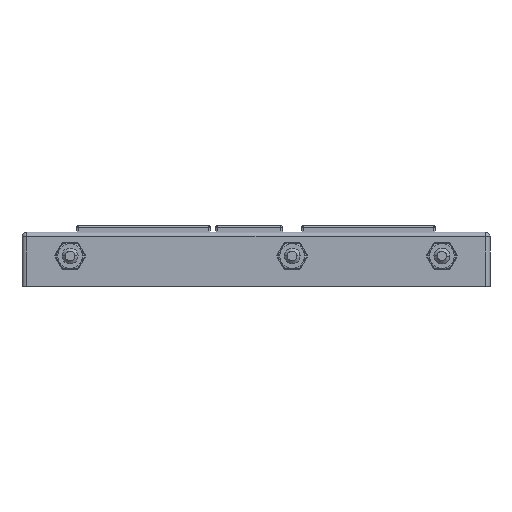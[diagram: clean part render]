
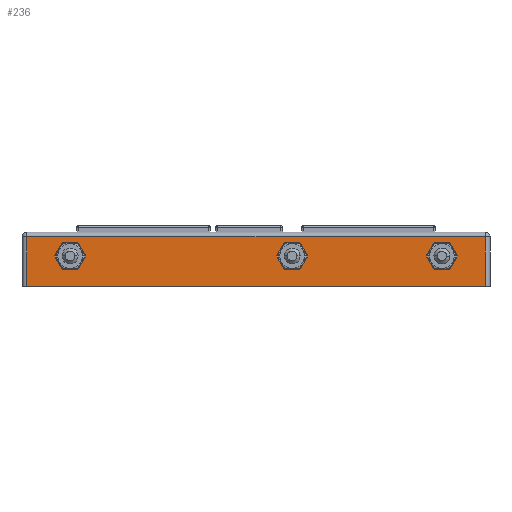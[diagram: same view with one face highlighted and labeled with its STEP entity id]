
A CAD part, front view. The second image highlights one B-rep face of the part: STEP entity #236.
In plain terms, the highlighted planar face has unit normal (0, -1, 0).
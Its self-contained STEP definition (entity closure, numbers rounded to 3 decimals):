
#236=ADVANCED_FACE('NONE',(#865,#866,#867,#868),#869,.F.);
#865=FACE_OUTER_BOUND('',#2029,.T.);
#866=FACE_BOUND('',#2030,.T.);
#867=FACE_BOUND('',#2031,.T.);
#868=FACE_BOUND('',#2032,.T.);
#869=PLANE('',#2033);
#2029=EDGE_LOOP('',(#3563,#3564,#3565,#3566));
#2030=EDGE_LOOP('',(#3567,#3568,#3569,#3570,#3571,#3572));
#2031=EDGE_LOOP('',(#3573,#3574,#3575,#3576,#3577,#3578));
#2032=EDGE_LOOP('',(#3579,#3580,#3581,#3582,#3583,#3584));
#2033=AXIS2_PLACEMENT_3D('',#3585,#3586,#3587);
#3563=ORIENTED_EDGE('',*,*,#7541,.T.);
#3564=ORIENTED_EDGE('',*,*,#7542,.T.);
#3565=ORIENTED_EDGE('',*,*,#7543,.T.);
#3566=ORIENTED_EDGE('',*,*,#7544,.T.);
#3567=ORIENTED_EDGE('',*,*,#7545,.F.);
#3568=ORIENTED_EDGE('',*,*,#7546,.F.);
#3569=ORIENTED_EDGE('',*,*,#7547,.F.);
#3570=ORIENTED_EDGE('',*,*,#7548,.F.);
#3571=ORIENTED_EDGE('',*,*,#7549,.F.);
#3572=ORIENTED_EDGE('',*,*,#7550,.F.);
#3573=ORIENTED_EDGE('',*,*,#7551,.F.);
#3574=ORIENTED_EDGE('',*,*,#7552,.F.);
#3575=ORIENTED_EDGE('',*,*,#7553,.F.);
#3576=ORIENTED_EDGE('',*,*,#7554,.F.);
#3577=ORIENTED_EDGE('',*,*,#7555,.F.);
#3578=ORIENTED_EDGE('',*,*,#7556,.F.);
#3579=ORIENTED_EDGE('',*,*,#7557,.F.);
#3580=ORIENTED_EDGE('',*,*,#7558,.F.);
#3581=ORIENTED_EDGE('',*,*,#7559,.F.);
#3582=ORIENTED_EDGE('',*,*,#7560,.F.);
#3583=ORIENTED_EDGE('',*,*,#7561,.F.);
#3584=ORIENTED_EDGE('',*,*,#7562,.F.);
#3585=CARTESIAN_POINT('',(-73.5,-51.0,8.5));
#3586=DIRECTION('',(0.,1.0,0.));
#3587=DIRECTION('',(1.0,0.0,0.));
#7541=EDGE_CURVE('NONE',#8993,#8994,#8995,.T.);
#7542=EDGE_CURVE('NONE',#8994,#8996,#8997,.T.);
#7543=EDGE_CURVE('NONE',#8996,#8998,#8999,.T.);
#7544=EDGE_CURVE('NONE',#8998,#8993,#9000,.T.);
#7545=EDGE_CURVE('NONE',#9001,#9002,#9003,.T.);
#7546=EDGE_CURVE('NONE',#9004,#9001,#9005,.T.);
#7547=EDGE_CURVE('NONE',#9006,#9004,#9007,.T.);
#7548=EDGE_CURVE('NONE',#9008,#9006,#9009,.T.);
#7549=EDGE_CURVE('NONE',#9010,#9008,#9011,.T.);
#7550=EDGE_CURVE('NONE',#9002,#9010,#9012,.T.);
#7551=EDGE_CURVE('NONE',#9013,#9014,#9015,.T.);
#7552=EDGE_CURVE('NONE',#9016,#9013,#9017,.T.);
#7553=EDGE_CURVE('NONE',#9018,#9016,#9019,.T.);
#7554=EDGE_CURVE('NONE',#9020,#9018,#9021,.T.);
#7555=EDGE_CURVE('NONE',#9022,#9020,#9023,.T.);
#7556=EDGE_CURVE('NONE',#9014,#9022,#9024,.T.);
#7557=EDGE_CURVE('NONE',#9025,#9026,#9027,.T.);
#7558=EDGE_CURVE('NONE',#9028,#9025,#9029,.T.);
#7559=EDGE_CURVE('NONE',#9030,#9028,#9031,.T.);
#7560=EDGE_CURVE('NONE',#9032,#9030,#9033,.T.);
#7561=EDGE_CURVE('NONE',#9034,#9032,#9035,.T.);
#7562=EDGE_CURVE('NONE',#9026,#9034,#9036,.T.);
#8993=VERTEX_POINT('NONE',#11263);
#8994=VERTEX_POINT('NONE',#11264);
#8995=LINE('',#11265,#11266);
#8996=VERTEX_POINT('NONE',#11267);
#8997=LINE('',#11268,#11269);
#8998=VERTEX_POINT('NONE',#11270);
#8999=LINE('',#11271,#11272);
#9000=LINE('',#11273,#11274);
#9001=VERTEX_POINT('NONE',#11275);
#9002=VERTEX_POINT('NONE',#11276);
#9003=LINE('',#11277,#11278);
#9004=VERTEX_POINT('NONE',#11279);
#9005=LINE('',#11280,#11281);
#9006=VERTEX_POINT('NONE',#11282);
#9007=LINE('',#11283,#11284);
#9008=VERTEX_POINT('NONE',#11285);
#9009=LINE('',#11286,#11287);
#9010=VERTEX_POINT('NONE',#11288);
#9011=LINE('',#11289,#11290);
#9012=LINE('',#11291,#11292);
#9013=VERTEX_POINT('NONE',#11293);
#9014=VERTEX_POINT('NONE',#11294);
#9015=LINE('',#11295,#11296);
#9016=VERTEX_POINT('NONE',#11297);
#9017=LINE('',#11298,#11299);
#9018=VERTEX_POINT('NONE',#11300);
#9019=LINE('',#11301,#11302);
#9020=VERTEX_POINT('NONE',#11303);
#9021=LINE('',#11304,#11305);
#9022=VERTEX_POINT('NONE',#11306);
#9023=LINE('',#11307,#11308);
#9024=LINE('',#11309,#11310);
#9025=VERTEX_POINT('NONE',#11311);
#9026=VERTEX_POINT('NONE',#11312);
#9027=LINE('',#11313,#11314);
#9028=VERTEX_POINT('NONE',#11315);
#9029=LINE('',#11316,#11317);
#9030=VERTEX_POINT('NONE',#11318);
#9031=LINE('',#11319,#11320);
#9032=VERTEX_POINT('NONE',#11321);
#9033=LINE('',#11322,#11323);
#9034=VERTEX_POINT('NONE',#11324);
#9035=LINE('',#11325,#11326);
#9036=LINE('',#11327,#11328);
#11263=CARTESIAN_POINT('',(-72.0,-51.0,-8.5));
#11264=CARTESIAN_POINT('',(72.0,-51.0,-8.5));
#11265=CARTESIAN_POINT('',(-73.5,-51.0,-8.5));
#11266=VECTOR('',#14497,1000.0);
#11267=CARTESIAN_POINT('',(72.0,-51.0,7.0));
#11268=CARTESIAN_POINT('',(72.0,-51.0,8.5));
#11269=VECTOR('',#14498,1000.0);
#11270=CARTESIAN_POINT('',(-72.0,-51.0,7.0));
#11271=CARTESIAN_POINT('',(-73.5,-51.0,7.0));
#11272=VECTOR('',#14499,1000.0);
#11273=CARTESIAN_POINT('',(-72.0,-51.0,8.5));
#11274=VECTOR('',#14500,1000.0);
#11275=CARTESIAN_POINT('',(60.854,-51.0,-3.25));
#11276=CARTESIAN_POINT('',(63.307,-51.0,1.));
#11277=CARTESIAN_POINT('',(60.854,-51.0,-3.25));
#11278=VECTOR('',#14501,1000.0);
#11279=CARTESIAN_POINT('',(55.946,-51.0,-3.25));
#11280=CARTESIAN_POINT('',(55.946,-51.0,-3.25));
#11281=VECTOR('',#14502,1000.0);
#11282=CARTESIAN_POINT('',(53.493,-51.0,1.));
#11283=CARTESIAN_POINT('',(53.493,-51.0,1.));
#11284=VECTOR('',#14503,1000.0);
#11285=CARTESIAN_POINT('',(55.946,-51.0,5.25));
#11286=CARTESIAN_POINT('',(55.946,-51.0,5.25));
#11287=VECTOR('',#14504,1000.0);
#11288=CARTESIAN_POINT('',(60.854,-51.0,5.25));
#11289=CARTESIAN_POINT('',(60.854,-51.0,5.25));
#11290=VECTOR('',#14505,1000.0);
#11291=CARTESIAN_POINT('',(63.307,-51.0,1.));
#11292=VECTOR('',#14506,1000.0);
#11293=CARTESIAN_POINT('',(13.804,-51.0,-3.25));
#11294=CARTESIAN_POINT('',(16.257,-51.0,1.0));
#11295=CARTESIAN_POINT('',(13.804,-51.0,-3.25));
#11296=VECTOR('',#14507,1000.0);
#11297=CARTESIAN_POINT('',(8.896,-51.0,-3.25));
#11298=CARTESIAN_POINT('',(8.896,-51.0,-3.25));
#11299=VECTOR('',#14508,1000.0);
#11300=CARTESIAN_POINT('',(6.443,-51.0,1.));
#11301=CARTESIAN_POINT('',(6.443,-51.0,1.));
#11302=VECTOR('',#14509,1000.0);
#11303=CARTESIAN_POINT('',(8.896,-51.0,5.25));
#11304=CARTESIAN_POINT('',(8.896,-51.0,5.25));
#11305=VECTOR('',#14510,1000.0);
#11306=CARTESIAN_POINT('',(13.804,-51.0,5.25));
#11307=CARTESIAN_POINT('',(13.804,-51.0,5.25));
#11308=VECTOR('',#14511,1000.0);
#11309=CARTESIAN_POINT('',(16.257,-51.0,1.0));
#11310=VECTOR('',#14512,1000.0);
#11311=CARTESIAN_POINT('',(-55.946,-51.0,-3.25));
#11312=CARTESIAN_POINT('',(-53.493,-51.0,1.));
#11313=CARTESIAN_POINT('',(-55.946,-51.0,-3.25));
#11314=VECTOR('',#14513,1000.0);
#11315=CARTESIAN_POINT('',(-60.854,-51.0,-3.25));
#11316=CARTESIAN_POINT('',(-60.854,-51.0,-3.25));
#11317=VECTOR('',#14514,1000.0);
#11318=CARTESIAN_POINT('',(-63.307,-51.0,1.));
#11319=CARTESIAN_POINT('',(-63.307,-51.0,1.));
#11320=VECTOR('',#14515,1000.0);
#11321=CARTESIAN_POINT('',(-60.854,-51.0,5.25));
#11322=CARTESIAN_POINT('',(-60.854,-51.0,5.25));
#11323=VECTOR('',#14516,1000.0);
#11324=CARTESIAN_POINT('',(-55.946,-51.0,5.25));
#11325=CARTESIAN_POINT('',(-55.946,-51.0,5.25));
#11326=VECTOR('',#14517,1000.0);
#11327=CARTESIAN_POINT('',(-53.493,-51.0,1.));
#11328=VECTOR('',#14518,1000.0);
#14497=DIRECTION('',(1.0,0.,0.0));
#14498=DIRECTION('',(-0.0,-0.0,1.0));
#14499=DIRECTION('',(-1.0,0.,-0.0));
#14500=DIRECTION('',(0.0,0.0,-1.0));
#14501=DIRECTION('',(0.5,0.0,0.866));
#14502=DIRECTION('',(1.0,0.0,0.0));
#14503=DIRECTION('',(0.5,0.0,-0.866));
#14504=DIRECTION('',(-0.5,0.0,-0.866));
#14505=DIRECTION('',(-1.0,0.0,0.0));
#14506=DIRECTION('',(-0.5,0.0,0.866));
#14507=DIRECTION('',(0.5,0.0,0.866));
#14508=DIRECTION('',(1.0,0.0,0.0));
#14509=DIRECTION('',(0.5,0.0,-0.866));
#14510=DIRECTION('',(-0.5,0.0,-0.866));
#14511=DIRECTION('',(-1.0,0.0,0.));
#14512=DIRECTION('',(-0.5,0.0,0.866));
#14513=DIRECTION('',(0.5,0.0,0.866));
#14514=DIRECTION('',(1.0,0.0,0.0));
#14515=DIRECTION('',(0.5,0.0,-0.866));
#14516=DIRECTION('',(-0.5,0.0,-0.866));
#14517=DIRECTION('',(-1.0,0.0,0.));
#14518=DIRECTION('',(-0.5,0.0,0.866));
